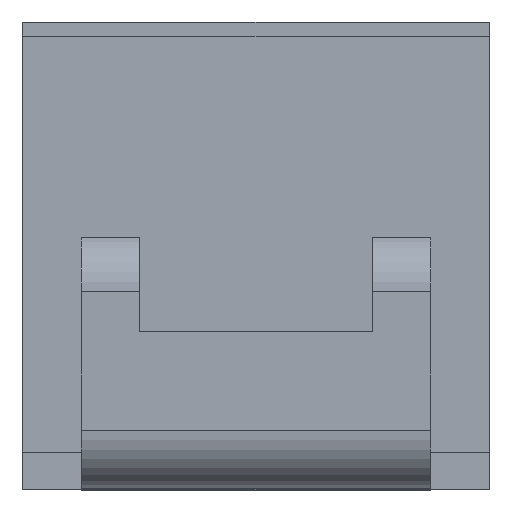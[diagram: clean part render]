
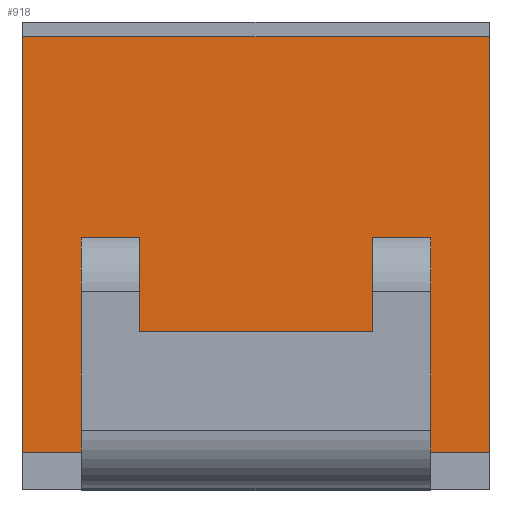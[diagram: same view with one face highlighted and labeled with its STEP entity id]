
A CAD part, top view. The second image highlights one B-rep face of the part: STEP entity #918.
In plain terms, the highlighted planar face has unit normal (0, 0, 1).
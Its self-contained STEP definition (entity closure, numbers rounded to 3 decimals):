
#44=FACE_OUTER_BOUND('',#96,.T.);
#96=EDGE_LOOP('',(#629,#630,#631,#632));
#148=LINE('',#1316,#268);
#153=LINE('',#1326,#273);
#162=LINE('',#1344,#282);
#163=LINE('',#1345,#283);
#268=VECTOR('',#1063,10.);
#273=VECTOR('',#1072,10.);
#282=VECTOR('',#1085,10.);
#283=VECTOR('',#1086,10.);
#387=VERTEX_POINT('',#1313);
#388=VERTEX_POINT('',#1315);
#391=VERTEX_POINT('',#1325);
#398=VERTEX_POINT('',#1343);
#476=EDGE_CURVE('',#388,#387,#148,.T.);
#481=EDGE_CURVE('',#388,#391,#153,.T.);
#490=EDGE_CURVE('',#398,#387,#162,.T.);
#491=EDGE_CURVE('',#391,#398,#163,.T.);
#629=ORIENTED_EDGE('',*,*,#476,.T.);
#630=ORIENTED_EDGE('',*,*,#490,.F.);
#631=ORIENTED_EDGE('',*,*,#491,.F.);
#632=ORIENTED_EDGE('',*,*,#481,.F.);
#872=PLANE('',#993);
#918=ADVANCED_FACE('',(#44),#872,.F.);
#993=AXIS2_PLACEMENT_3D('',#1342,#1083,#1084);
#1063=DIRECTION('',(-1.,0.,0.));
#1072=DIRECTION('',(0.,-1.,0.));
#1083=DIRECTION('center_axis',(0.,0.,-1.));
#1084=DIRECTION('ref_axis',(-1.,0.,0.));
#1085=DIRECTION('',(0.,1.,0.));
#1086=DIRECTION('',(-1.,0.,0.));
#1313=CARTESIAN_POINT('',(-0.8,1.55,1.475));
#1315=CARTESIAN_POINT('',(0.8,1.55,1.475));
#1316=CARTESIAN_POINT('',(0.,1.55,1.475));
#1325=CARTESIAN_POINT('',(0.8,0.125,1.475));
#1326=CARTESIAN_POINT('',(0.8,0.431,1.475));
#1342=CARTESIAN_POINT('Origin',(0.,0.863,1.475));
#1343=CARTESIAN_POINT('',(-0.8,0.125,1.475));
#1344=CARTESIAN_POINT('',(-0.8,0.431,1.475));
#1345=CARTESIAN_POINT('',(0.,0.125,1.475));
